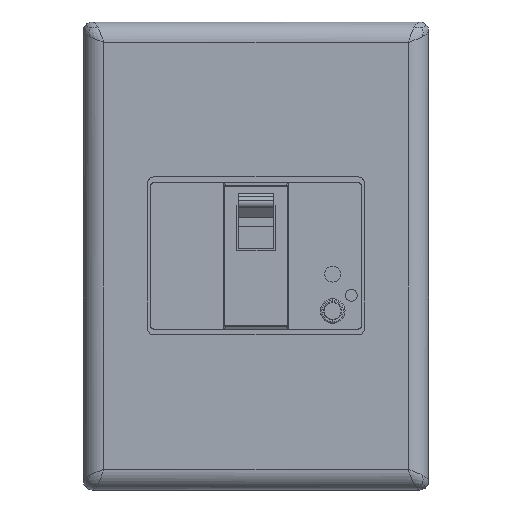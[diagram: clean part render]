
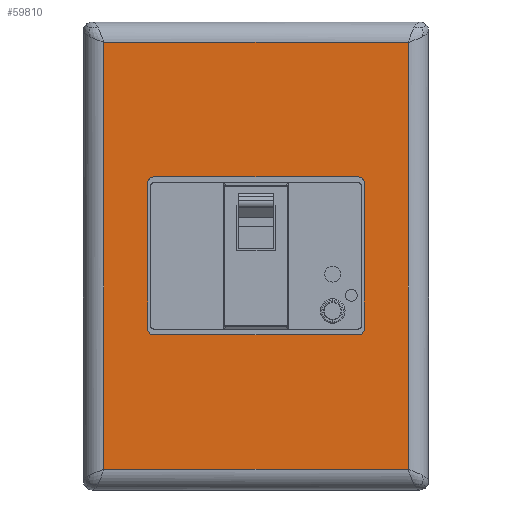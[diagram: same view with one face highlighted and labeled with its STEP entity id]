
A CAD part, top view. The second image highlights one B-rep face of the part: STEP entity #59810.
In plain terms, the highlighted planar face has unit normal (0, 0, 1).
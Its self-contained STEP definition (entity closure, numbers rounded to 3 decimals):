
#45770=CARTESIAN_POINT('',(148.406,274.752,
-4.701));
#45780=VERTEX_POINT('',#45770);
#45810=CARTESIAN_POINT('',(148.406,-0.847,
-4.701));
#45820=DIRECTION('',(0.,1.,0.));
#45830=VECTOR('',#45820,1.);
#45840=LINE('',#45810,#45830);
#45850=CARTESIAN_POINT('',(148.406,420.752,
-4.701));
#45860=VERTEX_POINT('',#45850);
#45870=EDGE_CURVE('',#45780,#45860,#45840,.T.);
#46130=CARTESIAN_POINT('',(-2.851,420.752,
-4.701));
#46140=DIRECTION('',(-1.,0.,0.));
#46150=VECTOR('',#46140,1.);
#46160=LINE('',#46130,#46150);
#46170=CARTESIAN_POINT('',(44.406,420.752,
-4.701));
#46180=VERTEX_POINT('',#46170);
#46190=EDGE_CURVE('',#45860,#46180,#46160,.T.);
#51310=CARTESIAN_POINT('',(-2.851,274.752,
-4.701));
#51320=DIRECTION('',(-1.,0.,0.));
#51330=VECTOR('',#51320,1.);
#51340=LINE('',#51310,#51330);
#51350=CARTESIAN_POINT('',(44.406,274.752,
-4.701));
#51360=VERTEX_POINT('',#51350);
#51370=EDGE_CURVE('',#45780,#51360,#51340,.T.);
#52240=CARTESIAN_POINT('',(44.406,-0.847,
-4.701));
#52250=DIRECTION('',(0.,-1.,0.));
#52260=VECTOR('',#52250,1.);
#52270=LINE('',#52240,#52260);
#52280=EDGE_CURVE('',#46180,#51360,#52270,.T.);
#59000=CARTESIAN_POINT('',(155.406,267.752,
-4.701));
#59010=DIRECTION('',(-0.,-0.,-1.));
#59020=DIRECTION('',(0.,-1.,0.));
#59030=AXIS2_PLACEMENT_3D('',#59000,#59010,#59020);
#59040=PLANE('',#59030);
#59050=CARTESIAN_POINT('',(131.406,372.752,
-4.701));
#59060=DIRECTION('',(0.,0.,1.));
#59070=DIRECTION('',(1.,0.,0.));
#59080=AXIS2_PLACEMENT_3D('',#59050,#59060,#59070);
#59090=CIRCLE('',#59080,2.);
#59100=CARTESIAN_POINT('',(133.406,372.752,
-4.701));
#59110=VERTEX_POINT('',#59100);
#59120=CARTESIAN_POINT('',(131.406,374.752,
-4.701));
#59130=VERTEX_POINT('',#59120);
#59140=EDGE_CURVE('',#59110,#59130,#59090,.T.);
#59150=ORIENTED_EDGE('',*,*,#59140,.F.);
#59160=CARTESIAN_POINT('',(-2.851,374.752,
-4.701));
#59170=DIRECTION('',(-1.,0.,0.));
#59180=VECTOR('',#59170,1.);
#59190=LINE('',#59160,#59180);
#59200=CARTESIAN_POINT('',(61.406,374.752,
-4.701));
#59210=VERTEX_POINT('',#59200);
#59220=EDGE_CURVE('',#59130,#59210,#59190,.T.);
#59230=ORIENTED_EDGE('',*,*,#59220,.F.);
#59240=CARTESIAN_POINT('',(61.406,372.752,
-4.701));
#59250=DIRECTION('',(0.,0.,1.));
#59260=DIRECTION('',(1.,0.,0.));
#59270=AXIS2_PLACEMENT_3D('',#59240,#59250,#59260);
#59280=CIRCLE('',#59270,2.);
#59290=CARTESIAN_POINT('',(59.406,372.752,
-4.701));
#59300=VERTEX_POINT('',#59290);
#59310=EDGE_CURVE('',#59210,#59300,#59280,.T.);
#59320=ORIENTED_EDGE('',*,*,#59310,.F.);
#59330=CARTESIAN_POINT('',(59.406,-0.847,
-4.701));
#59340=DIRECTION('',(0.,-1.,0.));
#59350=VECTOR('',#59340,1.);
#59360=LINE('',#59330,#59350);
#59370=CARTESIAN_POINT('',(59.406,322.752,
-4.701));
#59380=VERTEX_POINT('',#59370);
#59390=EDGE_CURVE('',#59300,#59380,#59360,.T.);
#59400=ORIENTED_EDGE('',*,*,#59390,.F.);
#59410=CARTESIAN_POINT('',(61.406,322.752,
-4.701));
#59420=DIRECTION('',(0.,0.,1.));
#59430=DIRECTION('',(1.,0.,0.));
#59440=AXIS2_PLACEMENT_3D('',#59410,#59420,#59430);
#59450=CIRCLE('',#59440,2.);
#59460=CARTESIAN_POINT('',(61.406,320.752,
-4.701));
#59470=VERTEX_POINT('',#59460);
#59480=EDGE_CURVE('',#59380,#59470,#59450,.T.);
#59490=ORIENTED_EDGE('',*,*,#59480,.F.);
#59500=CARTESIAN_POINT('',(-2.851,320.752,
-4.701));
#59510=DIRECTION('',(1.,0.,0.));
#59520=VECTOR('',#59510,1.);
#59530=LINE('',#59500,#59520);
#59540=CARTESIAN_POINT('',(131.406,320.752,
-4.701));
#59550=VERTEX_POINT('',#59540);
#59560=EDGE_CURVE('',#59470,#59550,#59530,.T.);
#59570=ORIENTED_EDGE('',*,*,#59560,.F.);
#59580=CARTESIAN_POINT('',(131.406,322.752,
-4.701));
#59590=DIRECTION('',(0.,0.,-1.));
#59600=DIRECTION('',(-1.,0.,0.));
#59610=AXIS2_PLACEMENT_3D('',#59580,#59590,#59600);
#59620=CIRCLE('',#59610,2.);
#59630=CARTESIAN_POINT('',(133.406,322.752,
-4.701));
#59640=VERTEX_POINT('',#59630);
#59650=EDGE_CURVE('',#59640,#59550,#59620,.T.);
#59660=ORIENTED_EDGE('',*,*,#59650,.T.);
#59670=CARTESIAN_POINT('',(133.406,-0.847,
-4.701));
#59680=DIRECTION('',(0.,1.,0.));
#59690=VECTOR('',#59680,1.);
#59700=LINE('',#59670,#59690);
#59710=EDGE_CURVE('',#59640,#59110,#59700,.T.);
#59720=ORIENTED_EDGE('',*,*,#59710,.F.);
#59730=EDGE_LOOP('',(#59720,#59660,#59570,#59490,#59400,#59320,#59230,
#59150));
#59740=FACE_BOUND('',#59730,.T.);
#59750=ORIENTED_EDGE('',*,*,#45870,.T.);
#59760=ORIENTED_EDGE('',*,*,#51370,.F.);
#59770=ORIENTED_EDGE('',*,*,#52280,.T.);
#59780=ORIENTED_EDGE('',*,*,#46190,.T.);
#59790=EDGE_LOOP('',(#59780,#59770,#59760,#59750));
#59800=FACE_OUTER_BOUND('',#59790,.T.);
#59810=ADVANCED_FACE('',(#59740,#59800),#59040,.F.);
